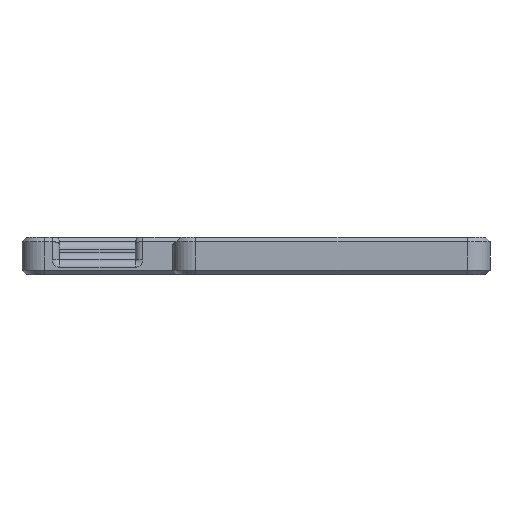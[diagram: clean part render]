
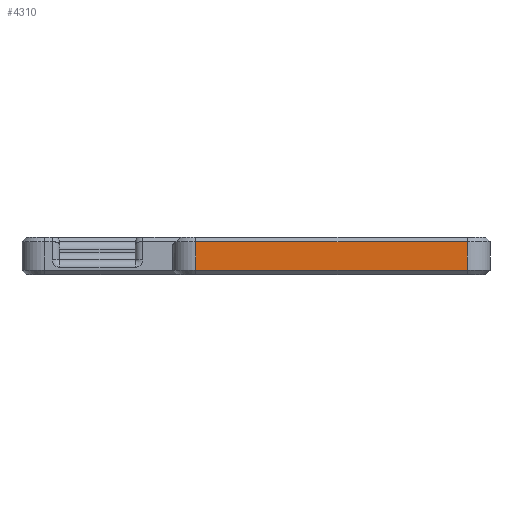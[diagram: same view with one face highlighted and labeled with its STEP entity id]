
A CAD part, front view. The second image highlights one B-rep face of the part: STEP entity #4310.
In plain terms, the highlighted planar face has unit normal (0, -1, 0).
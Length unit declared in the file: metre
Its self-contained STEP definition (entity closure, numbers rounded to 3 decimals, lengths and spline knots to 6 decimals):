
#614=ORIENTED_EDGE('',*,*,#1865,.T.);
#615=ORIENTED_EDGE('',*,*,#1866,.T.);
#616=ORIENTED_EDGE('',*,*,#1867,.F.);
#617=ORIENTED_EDGE('',*,*,#1868,.T.);
#1865=EDGE_CURVE('',#2488,#2489,#2830,.T.);
#1866=EDGE_CURVE('',#2489,#2490,#2831,.T.);
#1867=EDGE_CURVE('',#2491,#2490,#2832,.T.);
#1868=EDGE_CURVE('',#2491,#2488,#2833,.T.);
#2488=VERTEX_POINT('',#6722);
#2489=VERTEX_POINT('',#6723);
#2490=VERTEX_POINT('',#6725);
#2491=VERTEX_POINT('',#6727);
#2830=LINE('',#6721,#3254);
#2831=LINE('',#6724,#3255);
#2832=LINE('',#6726,#3256);
#2833=LINE('',#6728,#3257);
#3254=VECTOR('',#5345,1.);
#3255=VECTOR('',#5346,1.);
#3256=VECTOR('',#5347,1.);
#3257=VECTOR('',#5348,1.);
#3607=EDGE_LOOP('',(#614,#615,#616,#617));
#3893=FACE_BOUND('',#3607,.T.);
#4159=PLANE('',#4671);
#4310=ADVANCED_FACE('',(#3893),#4159,.F.);
#4671=AXIS2_PLACEMENT_3D('',#6720,#5343,#5344);
#5343=DIRECTION('',(0.,1.,0.));
#5344=DIRECTION('',(-1.,0.,0.));
#5345=DIRECTION('',(0.,0.,-1.));
#5346=DIRECTION('',(1.,0.,0.));
#5347=DIRECTION('',(0.,0.,-1.));
#5348=DIRECTION('',(-1.,0.,0.));
#6720=CARTESIAN_POINT('',(0.1,-0.037602,-0.035602));
#6721=CARTESIAN_POINT('',(0.103,-0.037602,-0.033202));
#6722=CARTESIAN_POINT('',(0.103,-0.037602,-0.033202));
#6723=CARTESIAN_POINT('',(0.103,-0.037602,-0.037002));
#6724=CARTESIAN_POINT('',(0.103,-0.037602,-0.037002));
#6725=CARTESIAN_POINT('',(0.139,-0.037602,-0.037002));
#6726=CARTESIAN_POINT('',(0.139,-0.037602,-0.033202));
#6727=CARTESIAN_POINT('',(0.139,-0.037602,-0.033202));
#6728=CARTESIAN_POINT('',(0.139,-0.037602,-0.033202));
